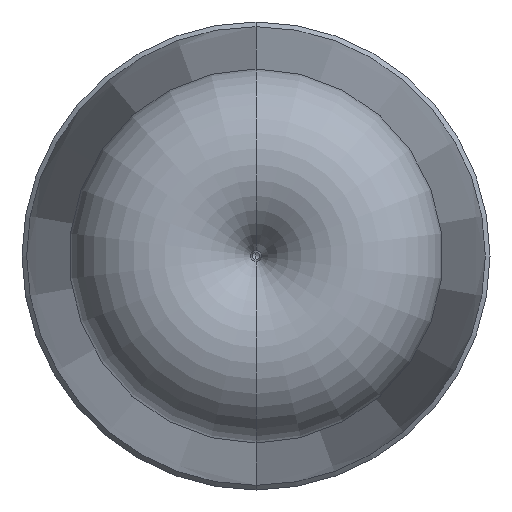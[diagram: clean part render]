
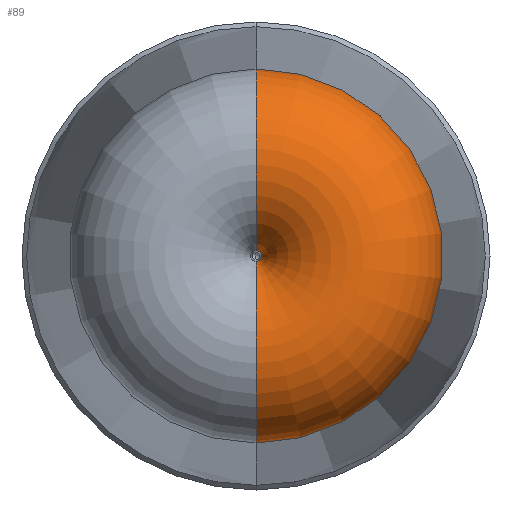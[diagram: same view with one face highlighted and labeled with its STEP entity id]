
A CAD part, front view. The second image highlights one B-rep face of the part: STEP entity #89.
In plain terms, the highlighted toroidal (fillet/blend) face has major radius 5 mm and minor radius 5 mm.
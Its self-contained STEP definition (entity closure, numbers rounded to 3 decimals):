
#21 = CARTESIAN_POINT ( 'NONE',  ( 0., 5., 0. ) ) ;
#30 = EDGE_CURVE ( 'NONE', #306, #161, #332, .T. ) ;
#31 = ORIENTED_EDGE ( 'NONE', *, *, #269, .F. ) ;
#40 = AXIS2_PLACEMENT_3D ( 'NONE', #204, #488, #65 ) ;
#65 = DIRECTION ( 'NONE',  ( 0., 0., -1. ) ) ;
#78 = TOROIDAL_SURFACE ( 'NONE', #326, 5., 5. ) ;
#79 = ORIENTED_EDGE ( 'NONE', *, *, #453, .T. ) ;
#89 = ADVANCED_FACE ( 'NONE', ( #274 ), #78, .T. ) ;
#92 = DIRECTION ( 'NONE',  ( 1., 0., 0. ) ) ;
#161 = VERTEX_POINT ( 'NONE', #593 ) ;
#182 = DIRECTION ( 'NONE',  ( 0., 1., 0. ) ) ;
#204 = CARTESIAN_POINT ( 'NONE',  ( 0., 5., -5. ) ) ;
#205 = ORIENTED_EDGE ( 'NONE', *, *, #408, .F. ) ;
#206 = DIRECTION ( 'NONE',  ( 0., 1., 0. ) ) ;
#216 = AXIS2_PLACEMENT_3D ( 'NONE', #282, #182, #92 ) ;
#258 = CIRCLE ( 'NONE', #216, 0.296 ) ;
#269 = EDGE_CURVE ( 'NONE', #463, #597, #470, .T. ) ;
#274 = FACE_OUTER_BOUND ( 'NONE', #535, .T. ) ;
#282 = CARTESIAN_POINT ( 'NONE',  ( 0., 3.305, 0. ) ) ;
#286 = DIRECTION ( 'NONE',  ( 0., 1., 0. ) ) ;
#290 = CARTESIAN_POINT ( 'NONE',  ( 0., 8., 9. ) ) ;
#306 = VERTEX_POINT ( 'NONE', #415 ) ;
#311 = DIRECTION ( 'NONE',  ( 0., 0., 1. ) ) ;
#326 = AXIS2_PLACEMENT_3D ( 'NONE', #21, #206, #353 ) ;
#328 = DIRECTION ( 'NONE',  ( 0., 0., -1. ) ) ;
#332 = CIRCLE ( 'NONE', #40, 5. ) ;
#348 = AXIS2_PLACEMENT_3D ( 'NONE', #565, #286, #328 ) ;
#353 = DIRECTION ( 'NONE',  ( 0., 0., 1. ) ) ;
#403 = DIRECTION ( 'NONE',  ( -1., 0., 0. ) ) ;
#408 = EDGE_CURVE ( 'NONE', #597, #161, #418, .T. ) ;
#415 = CARTESIAN_POINT ( 'NONE',  ( 0., 3.305, -0.296 ) ) ;
#418 = CIRCLE ( 'NONE', #348, 9. ) ;
#453 = EDGE_CURVE ( 'NONE', #463, #306, #258, .T. ) ;
#463 = VERTEX_POINT ( 'NONE', #472 ) ;
#470 = CIRCLE ( 'NONE', #482, 5. ) ;
#472 = CARTESIAN_POINT ( 'NONE',  ( 0., 3.305, 0.296 ) ) ;
#482 = AXIS2_PLACEMENT_3D ( 'NONE', #592, #403, #311 ) ;
#488 = DIRECTION ( 'NONE',  ( 1., 0., 0. ) ) ;
#525 = ORIENTED_EDGE ( 'NONE', *, *, #30, .T. ) ;
#535 = EDGE_LOOP ( 'NONE', ( #79, #525, #205, #31 ) ) ;
#565 = CARTESIAN_POINT ( 'NONE',  ( 0., 8., 0. ) ) ;
#592 = CARTESIAN_POINT ( 'NONE',  ( 0., 5., 5. ) ) ;
#593 = CARTESIAN_POINT ( 'NONE',  ( 0., 8., -9. ) ) ;
#597 = VERTEX_POINT ( 'NONE', #290 ) ;
